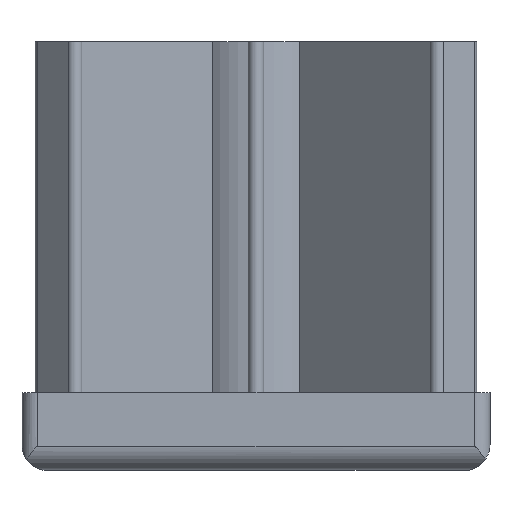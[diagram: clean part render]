
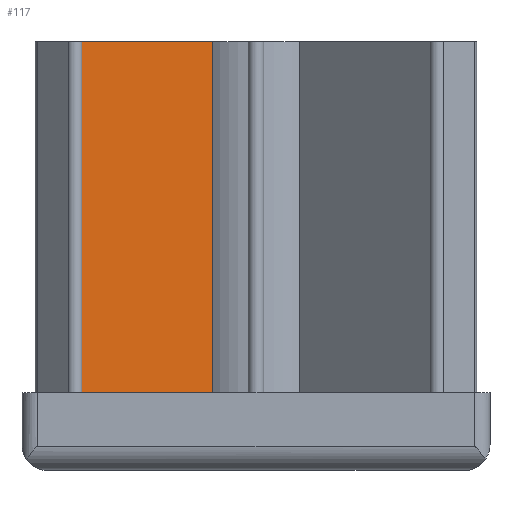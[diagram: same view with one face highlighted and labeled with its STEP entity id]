
A CAD part, front view. The second image highlights one B-rep face of the part: STEP entity #117.
In plain terms, the highlighted planar face has unit normal (0.707, -0.707, 0).
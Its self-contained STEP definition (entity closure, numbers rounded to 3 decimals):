
#117 = ADVANCED_FACE( '', ( #282 ), #283, .F. );
#282 = FACE_OUTER_BOUND( '', #497, .T. );
#283 = PLANE( '', #498 );
#497 = EDGE_LOOP( '', ( #773, #774, #775, #776 ) );
#498 = AXIS2_PLACEMENT_3D( '', #777, #778, #779 );
#773 = ORIENTED_EDGE( '', *, *, #1368, .T. );
#774 = ORIENTED_EDGE( '', *, *, #1369, .T. );
#775 = ORIENTED_EDGE( '', *, *, #1370, .F. );
#776 = ORIENTED_EDGE( '', *, *, #1371, .F. );
#777 = CARTESIAN_POINT( '', ( -23.879, -25.293, 55. ) );
#778 = DIRECTION( '', ( -0.707, 0.707, 0. ) );
#779 = DIRECTION( '', ( -0.707, -0.707, 0. ) );
#1368 = EDGE_CURVE( '', #1667, #1668, #1669, .T. );
#1369 = EDGE_CURVE( '', #1668, #1670, #1671, .T. );
#1370 = EDGE_CURVE( '', #1672, #1670, #1673, .T. );
#1371 = EDGE_CURVE( '', #1667, #1672, #1674, .T. );
#1667 = VERTEX_POINT( '', #2120 );
#1668 = VERTEX_POINT( '', #2121 );
#1669 = LINE( '', #2122, #2123 );
#1670 = VERTEX_POINT( '', #2124 );
#1671 = LINE( '', #2125, #2126 );
#1672 = VERTEX_POINT( '', #2127 );
#1673 = LINE( '', #2128, #2129 );
#1674 = LINE( '', #2130, #2131 );
#2120 = CARTESIAN_POINT( '', ( -23.879, -25.293, 55. ) );
#2121 = CARTESIAN_POINT( '', ( -23.879, -25.293, 10. ) );
#2122 = CARTESIAN_POINT( '', ( -23.879, -25.293, 55. ) );
#2123 = VECTOR( '', #2640, 1000. );
#2124 = CARTESIAN_POINT( '', ( -5.617, -7.032, 10. ) );
#2125 = CARTESIAN_POINT( '', ( -23.879, -25.293, 10. ) );
#2126 = VECTOR( '', #2641, 1000. );
#2127 = CARTESIAN_POINT( '', ( -5.617, -7.032, 55. ) );
#2128 = CARTESIAN_POINT( '', ( -5.617, -7.032, 55. ) );
#2129 = VECTOR( '', #2642, 1000. );
#2130 = CARTESIAN_POINT( '', ( -23.879, -25.293, 55. ) );
#2131 = VECTOR( '', #2643, 1000. );
#2640 = DIRECTION( '', ( 0., 0., -1. ) );
#2641 = DIRECTION( '', ( 0.707, 0.707, 0. ) );
#2642 = DIRECTION( '', ( 0., 0., -1. ) );
#2643 = DIRECTION( '', ( 0.707, 0.707, 0. ) );
